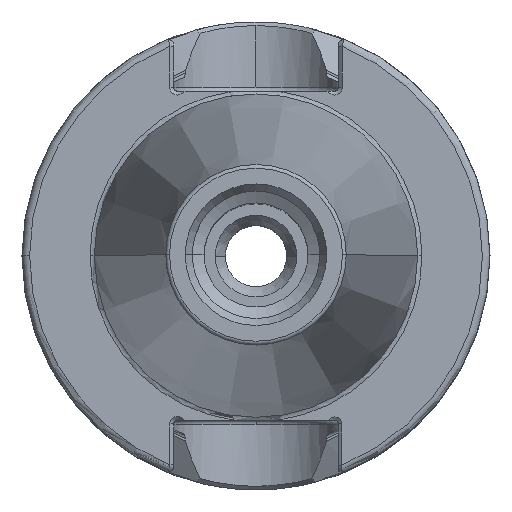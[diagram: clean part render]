
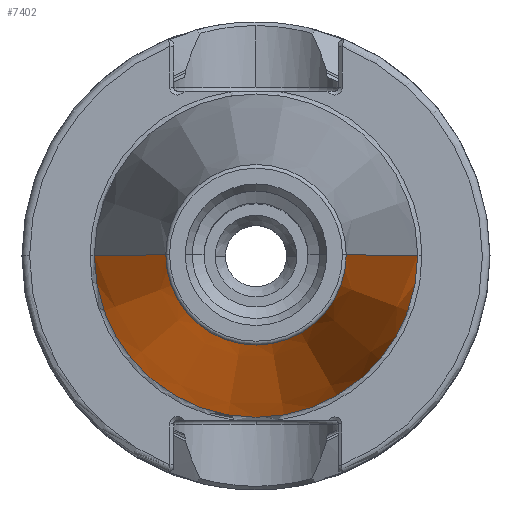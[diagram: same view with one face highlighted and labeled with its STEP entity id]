
A CAD part, top view. The second image highlights one B-rep face of the part: STEP entity #7402.
In plain terms, the highlighted conical face has half-angle 8.298 degrees and reference radius 8.816 mm.
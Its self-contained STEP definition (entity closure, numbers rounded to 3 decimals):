
#499 = CARTESIAN_POINT ( 'NONE',  ( 0., 0., 48.4 ) ) ;
#705 = VECTOR ( 'NONE', #2327, 1000. ) ;
#916 = CARTESIAN_POINT ( 'NONE',  ( 15.875, 0., 0. ) ) ;
#1825 = CARTESIAN_POINT ( 'NONE',  ( -8.863, 0., 48.079 ) ) ;
#2019 = DIRECTION ( 'NONE',  ( 0., 0., -1. ) ) ;
#2327 = DIRECTION ( 'NONE',  ( -0.144, 0., -0.99 ) ) ;
#2534 = AXIS2_PLACEMENT_3D ( 'NONE', #11209, #2019, #12783 ) ;
#3614 = CARTESIAN_POINT ( 'NONE',  ( 8.816, 0., 48.4 ) ) ;
#4265 = CARTESIAN_POINT ( 'NONE',  ( 8.863, 0., 48.079 ) ) ;
#4597 = EDGE_LOOP ( 'NONE', ( #5605, #14566, #6679, #11011 ) ) ;
#4738 = CARTESIAN_POINT ( 'NONE',  ( -15.875, 0., 0. ) ) ;
#5055 = DIRECTION ( 'NONE',  ( 0., 0., -1. ) ) ;
#5346 = FACE_OUTER_BOUND ( 'NONE', #4597, .T. ) ;
#5605 = ORIENTED_EDGE ( 'NONE', *, *, #19754, .F. ) ;
#6675 = VERTEX_POINT ( 'NONE', #4265 ) ;
#6679 = ORIENTED_EDGE ( 'NONE', *, *, #14249, .T. ) ;
#7402 = ADVANCED_FACE ( 'NONE', ( #5346 ), #11166, .T. ) ;
#8864 = VECTOR ( 'NONE', #10413, 1000. ) ;
#9002 = DIRECTION ( 'NONE',  ( 0., 0., -1. ) ) ;
#9571 = VERTEX_POINT ( 'NONE', #4738 ) ;
#9705 = EDGE_CURVE ( 'NONE', #6675, #10041, #18088, .T. ) ;
#10041 = VERTEX_POINT ( 'NONE', #1825 ) ;
#10278 = VERTEX_POINT ( 'NONE', #916 ) ;
#10413 = DIRECTION ( 'NONE',  ( 0.144, 0., -0.99 ) ) ;
#10465 = AXIS2_PLACEMENT_3D ( 'NONE', #18226, #9002, #19775 ) ;
#11011 = ORIENTED_EDGE ( 'NONE', *, *, #13951, .F. ) ;
#11166 = CONICAL_SURFACE ( 'NONE', #12460, 8.816, 0.145 ) ;
#11209 = CARTESIAN_POINT ( 'NONE',  ( 0., 0., 48.079 ) ) ;
#11281 = DIRECTION ( 'NONE',  ( -1., 0., 0. ) ) ;
#11537 = CARTESIAN_POINT ( 'NONE',  ( -8.816, 0., 48.4 ) ) ;
#12077 = CIRCLE ( 'NONE', #10465, 15.875 ) ;
#12460 = AXIS2_PLACEMENT_3D ( 'NONE', #499, #5055, #11281 ) ;
#12540 = LINE ( 'NONE', #11537, #705 ) ;
#12783 = DIRECTION ( 'NONE',  ( 1., 0., 0. ) ) ;
#12968 = LINE ( 'NONE', #3614, #8864 ) ;
#13951 = EDGE_CURVE ( 'NONE', #10278, #9571, #12077, .T. ) ;
#14249 = EDGE_CURVE ( 'NONE', #10041, #9571, #12540, .T. ) ;
#14566 = ORIENTED_EDGE ( 'NONE', *, *, #9705, .T. ) ;
#18088 = CIRCLE ( 'NONE', #2534, 8.863 ) ;
#18226 = CARTESIAN_POINT ( 'NONE',  ( 0., 0., 0. ) ) ;
#19754 = EDGE_CURVE ( 'NONE', #6675, #10278, #12968, .T. ) ;
#19775 = DIRECTION ( 'NONE',  ( -1., 0., 0. ) ) ;
